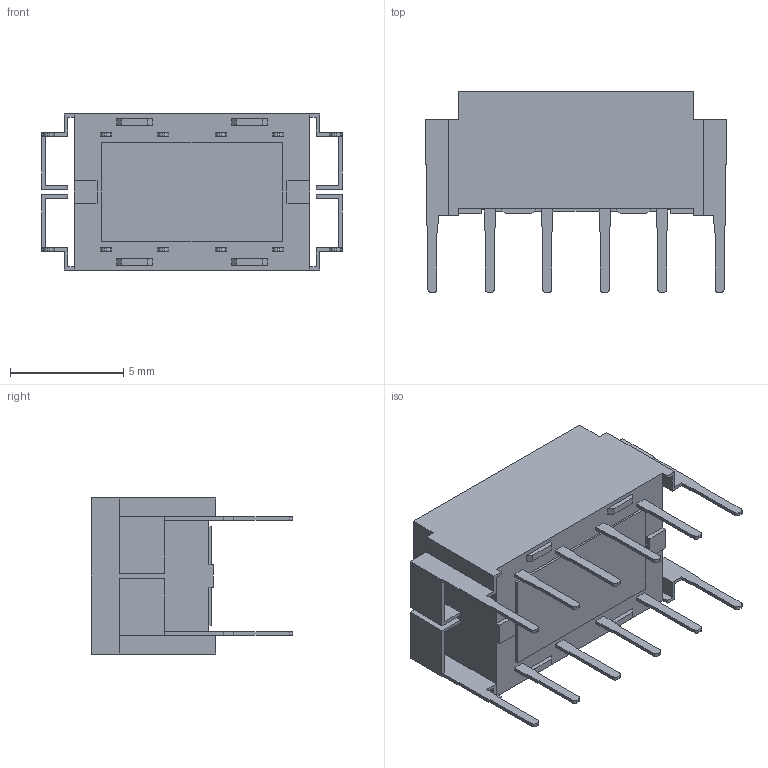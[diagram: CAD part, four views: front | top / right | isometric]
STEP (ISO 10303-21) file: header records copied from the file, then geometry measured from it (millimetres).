
FILE_DESCRIPTION (( 'STEP AP203' ), '1' );
FILE_NAME ('G6K_2P_RF.step', '2016-01-20T01:43:42', ( 'OSMC1.0 ' ), ( ' ' ), 'SwSTEP 2.0', 'SolidWorks 2002025', '' );
FILE_SCHEMA (( 'CONFIG_CONTROL_DESIGN' ));
Length unit declared in the file: millimetre
Products named in the file (1): G6K_2P_RF
Bounding box: 13.3 x 8.9 x 6.9 mm (x, y, z)
Volume: 389.7 mm3; surface area: 516.7 mm2
Topology: 1 solids, 1 shells, 225 faces, 623 edges, 414 vertices
Faces by surface type: plane 198, cylinder 27
Entity records: 7156 total; most frequent: CARTESIAN_POINT 1263, ORIENTED_EDGE 1246, DIRECTION 1129, EDGE_CURVE 623, LINE 569, VECTOR 569, VERTEX_POINT 414, AXIS2_PLACEMENT_3D 280
